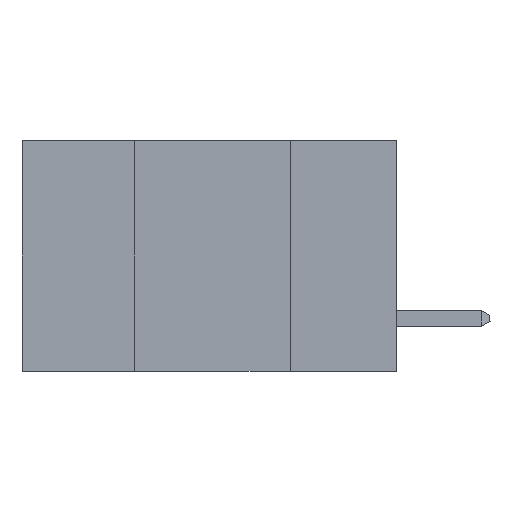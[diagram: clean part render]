
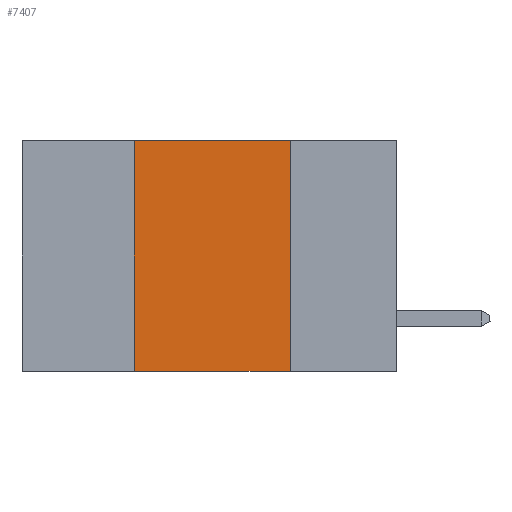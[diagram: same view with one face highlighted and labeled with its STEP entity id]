
A CAD part, left-side view. The second image highlights one B-rep face of the part: STEP entity #7407.
In plain terms, the highlighted planar face has unit normal (-1, 0, 0).
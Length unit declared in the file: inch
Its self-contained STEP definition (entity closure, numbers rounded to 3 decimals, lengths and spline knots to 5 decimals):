
#237 = DIRECTION ( 'NONE',  ( 0., -1., 0. ) ) ;
#580 = DIRECTION ( 'NONE',  ( 0., -1., 0. ) ) ;
#815 = LINE ( 'NONE', #8557, #9532 ) ;
#1498 = CARTESIAN_POINT ( 'NONE',  ( 0., 0.6, 0. ) ) ;
#1603 = LINE ( 'NONE', #9847, #9581 ) ;
#2944 = FACE_OUTER_BOUND ( 'NONE', #8033, .T. ) ;
#3057 = EDGE_CURVE ( 'NONE', #4107, #7440, #8221, .T. ) ;
#3086 = DIRECTION ( 'NONE',  ( 1., 0., 0. ) ) ;
#3181 = VECTOR ( 'NONE', #580, 39.37008 ) ;
#3860 = DIRECTION ( 'NONE',  ( 0., 0., -1. ) ) ;
#4013 = DIRECTION ( 'NONE',  ( 0., 0., 1. ) ) ;
#4107 = VERTEX_POINT ( 'NONE', #5690 ) ;
#4567 = AXIS2_PLACEMENT_3D ( 'NONE', #1498, #3086, #3860 ) ;
#4687 = EDGE_CURVE ( 'NONE', #6366, #7628, #1603, .T. ) ;
#4691 = CARTESIAN_POINT ( 'NONE',  ( 0., 0.42, 0. ) ) ;
#5484 = ORIENTED_EDGE ( 'NONE', *, *, #3057, .T. ) ;
#5526 = PLANE ( 'NONE',  #4567 ) ;
#5690 = CARTESIAN_POINT ( 'NONE',  ( 0., 0.42, -0.37 ) ) ;
#6077 = DIRECTION ( 'NONE',  ( 0., 0., -1. ) ) ;
#6366 = VERTEX_POINT ( 'NONE', #7364 ) ;
#6391 = CARTESIAN_POINT ( 'NONE',  ( 0., 0.17, 0. ) ) ;
#6429 = EDGE_CURVE ( 'NONE', #7628, #7440, #815, .T. ) ;
#7072 = ORIENTED_EDGE ( 'NONE', *, *, #4687, .F. ) ;
#7340 = ORIENTED_EDGE ( 'NONE', *, *, #7971, .F. ) ;
#7364 = CARTESIAN_POINT ( 'NONE',  ( 0., 0.42, 0. ) ) ;
#7407 = ADVANCED_FACE ( 'NONE', ( #2944 ), #5526, .F. ) ;
#7440 = VERTEX_POINT ( 'NONE', #9411 ) ;
#7628 = VERTEX_POINT ( 'NONE', #6391 ) ;
#7971 = EDGE_CURVE ( 'NONE', #4107, #6366, #8217, .T. ) ;
#8033 = EDGE_LOOP ( 'NONE', ( #8572, #7072, #7340, #5484 ) ) ;
#8217 = LINE ( 'NONE', #4691, #8591 ) ;
#8221 = LINE ( 'NONE', #9480, #3181 ) ;
#8557 = CARTESIAN_POINT ( 'NONE',  ( 0., 0.17, 0. ) ) ;
#8572 = ORIENTED_EDGE ( 'NONE', *, *, #6429, .F. ) ;
#8591 = VECTOR ( 'NONE', #4013, 39.37008 ) ;
#9411 = CARTESIAN_POINT ( 'NONE',  ( 0., 0.17, -0.37 ) ) ;
#9480 = CARTESIAN_POINT ( 'NONE',  ( 0., 0.6, -0.37 ) ) ;
#9532 = VECTOR ( 'NONE', #6077, 39.37008 ) ;
#9581 = VECTOR ( 'NONE', #237, 39.37008 ) ;
#9847 = CARTESIAN_POINT ( 'NONE',  ( 0., 0.6, 0. ) ) ;
